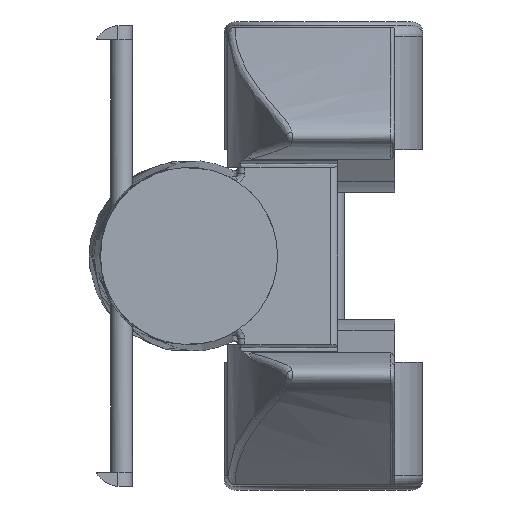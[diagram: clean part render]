
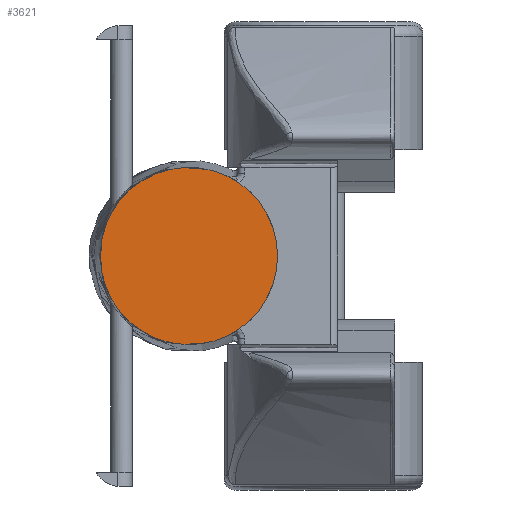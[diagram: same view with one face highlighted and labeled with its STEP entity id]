
A CAD part, left-side view. The second image highlights one B-rep face of the part: STEP entity #3621.
In plain terms, the highlighted planar face has unit normal (-1, 0, 0).
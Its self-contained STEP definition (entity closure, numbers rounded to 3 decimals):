
#351=PLANE('',#3960);
#1030=FACE_OUTER_BOUND('',#1249,.T.);
#1249=EDGE_LOOP('',(#3211,#3212,#3213,#3214));
#1313=CIRCLE('',#3713,12.5);
#1316=CIRCLE('',#3716,12.5);
#1325=CIRCLE('',#3741,12.5);
#1329=CIRCLE('',#3762,12.5);
#1492=VERTEX_POINT('',#5383);
#1493=VERTEX_POINT('',#5388);
#1508=VERTEX_POINT('',#5619);
#1509=VERTEX_POINT('',#5626);
#1852=EDGE_CURVE('',#1492,#1493,#1313,.T.);
#1872=EDGE_CURVE('',#1508,#1509,#1316,.T.);
#1930=EDGE_CURVE('',#1509,#1492,#1325,.T.);
#1972=EDGE_CURVE('',#1508,#1493,#1329,.T.);
#3211=ORIENTED_EDGE('',*,*,#1972,.T.);
#3212=ORIENTED_EDGE('',*,*,#1852,.F.);
#3213=ORIENTED_EDGE('',*,*,#1930,.F.);
#3214=ORIENTED_EDGE('',*,*,#1872,.F.);
#3621=ADVANCED_FACE('',(#1030),#351,.T.);
#3713=AXIS2_PLACEMENT_3D('',#5389,#4098,#4099);
#3716=AXIS2_PLACEMENT_3D('',#5627,#4104,#4105);
#3741=AXIS2_PLACEMENT_3D('',#6562,#4175,#4176);
#3762=AXIS2_PLACEMENT_3D('',#6789,#4238,#4239);
#3960=AXIS2_PLACEMENT_3D('',#8959,#4745,#4746);
#4098=DIRECTION('center_axis',(1.,0.,0.));
#4099=DIRECTION('ref_axis',(0.,0.,-1.));
#4104=DIRECTION('center_axis',(1.,0.,0.));
#4105=DIRECTION('ref_axis',(0.,0.,-1.));
#4175=DIRECTION('center_axis',(1.,0.,0.));
#4176=DIRECTION('ref_axis',(0.,0.,-1.));
#4238=DIRECTION('center_axis',(-1.,0.,0.));
#4239=DIRECTION('ref_axis',(0.,0.,1.));
#4745=DIRECTION('center_axis',(-1.,0.,0.));
#4746=DIRECTION('ref_axis',(0.,0.,1.));
#5383=CARTESIAN_POINT('',(0.,27.464,12.405));
#5388=CARTESIAN_POINT('',(0.,22.109,10.429));
#5389=CARTESIAN_POINT('Origin',(0.,29.,0.));
#5619=CARTESIAN_POINT('',(0.,22.109,-10.429));
#5626=CARTESIAN_POINT('',(0.,27.267,-12.379));
#5627=CARTESIAN_POINT('Origin',(0.,29.,0.));
#6562=CARTESIAN_POINT('Origin',(0.,29.,0.));
#6789=CARTESIAN_POINT('Origin',(0.,29.,0.));
#8959=CARTESIAN_POINT('Origin',(0.,0.,0.));
